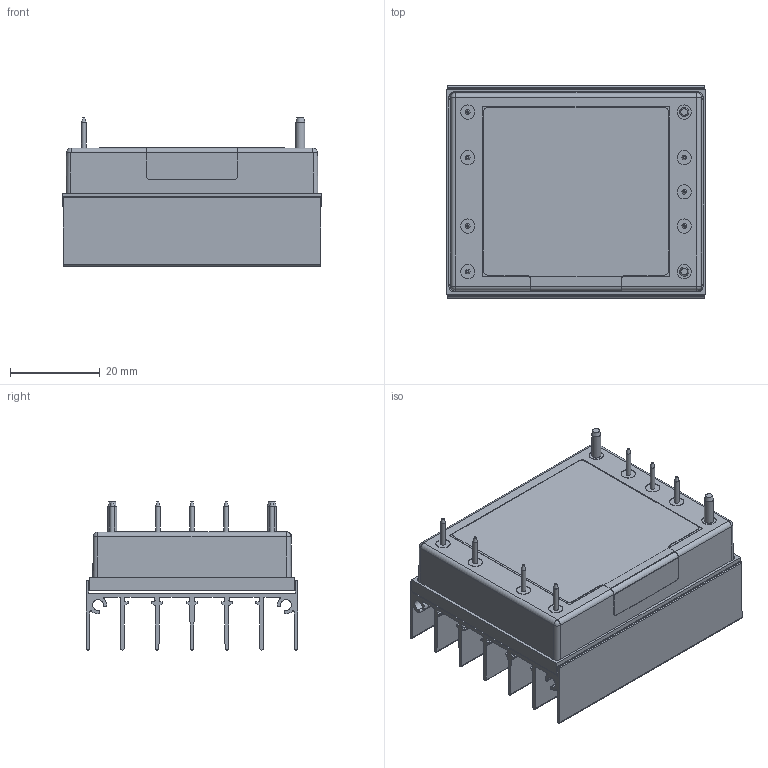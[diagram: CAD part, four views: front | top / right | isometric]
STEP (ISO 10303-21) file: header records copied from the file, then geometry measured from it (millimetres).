
FILE_DESCRIPTION (( 'STEP AP214' ), '1' );
FILE_NAME ('06187r2-VE-Jxx-xx-F2.step', '2010-08-24T20:10:10', ( 'Vicor Employee' ), ( 'Vicor Corporation' ), 'SwSTEP 2.0', 'SolidWorks 2010', '' );
FILE_SCHEMA (( 'AUTOMOTIVE_DESIGN' ));
Length unit declared in the file: inch
Products named in the file (1): 06187r2-VE-Jxx-xx-F2
Bounding box: 57.91 x 47.24 x 33.02 mm (x, y, z)
Surface area: 26675.5 mm2 (no closed solid volume)
Topology: 0 solids, 13 shells, 224 faces, 618 edges, 419 vertices
Faces by surface type: cylinder 108, plane 103, cone 9, sphere 4
Full cylindrical faces by diameter (mm): 1.016 x7, 2.032 x2, 3.175 x9
Entity records: 9970 total; most frequent: CARTESIAN_POINT 1283, DIRECTION 1258, ORIENTED_EDGE 1093, EDGE_CURVE 591, AXIS2_PLACEMENT_3D 458, VERTEX_POINT 419, VECTOR 342, LINE 342
